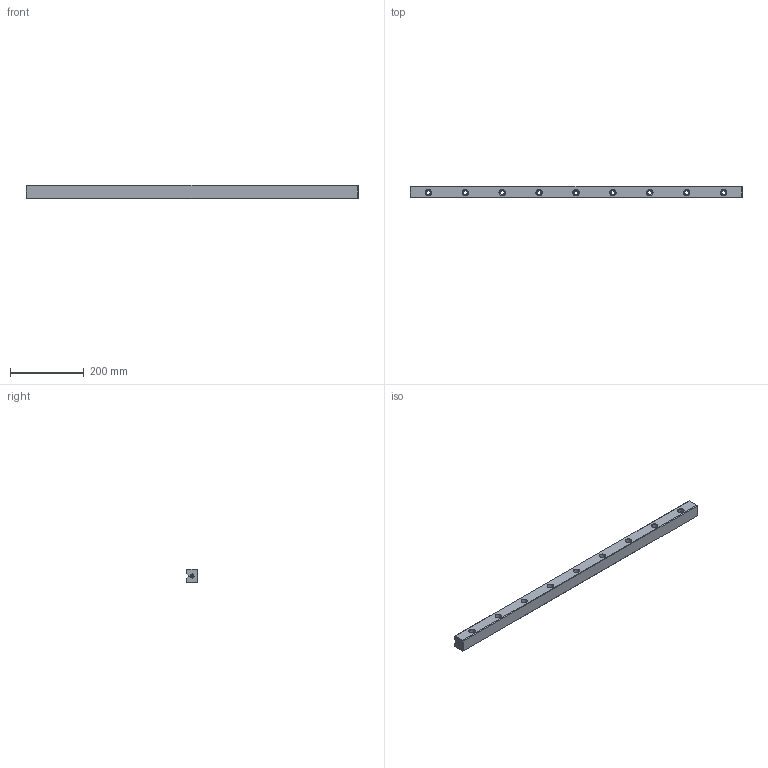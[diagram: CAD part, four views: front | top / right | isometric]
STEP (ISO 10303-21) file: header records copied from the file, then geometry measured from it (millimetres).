
FILE_DESCRIPTION(/* description */ (''),/* implementation_level */ '2;1');
FILE_NAME(/* name */ 'Rail RSD-15900.stp',/* time_stamp */ '2018-11-12T18:35:52+01:00',/* author */ (''),/* organization */ (''),/* preprocessor_version */ 'ST-DEVELOPER v16.7',/* originating_system */ 'SIEMENS PLM Software NX 12.0',/* authorisation */ '');
FILE_SCHEMA (('AUTOMOTIVE_DESIGN { 1 0 10303 214 3 1 1 1 }'));
Length unit declared in the file: millimetre
Products named in the file (1): 031353_A_2-Rail RSD-15700
Bounding box: 900 x 31.9 x 36 mm (x, y, z)
Volume: 939938.4 mm3; surface area: 139562.1 mm2
Topology: 1 solids, 1 shells, 87 faces, 210 edges, 125 vertices
Faces by surface type: plane 34, cone 31, cylinder 22
Full cylindrical faces by diameter (mm): 6.8 x2, 10.3 x9, 16.5 x9
Entity records: 2184 total; most frequent: DIRECTION 386, CARTESIAN_POINT 348, ORIENTED_EDGE 292, EDGE_LOOP 156, AXIS2_PLACEMENT_3D 152, EDGE_CURVE 146, FACE_BOUND 126, VERTEX_POINT 114
